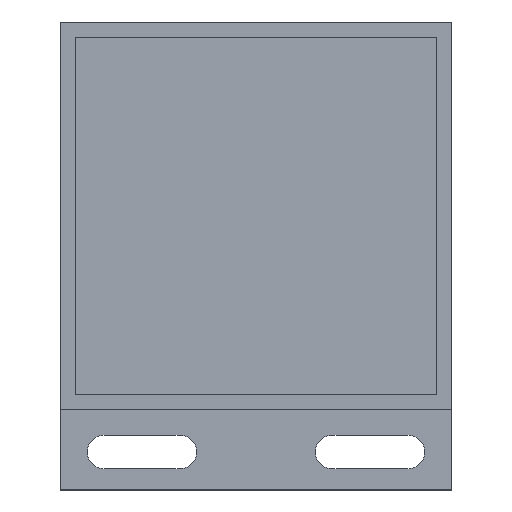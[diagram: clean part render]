
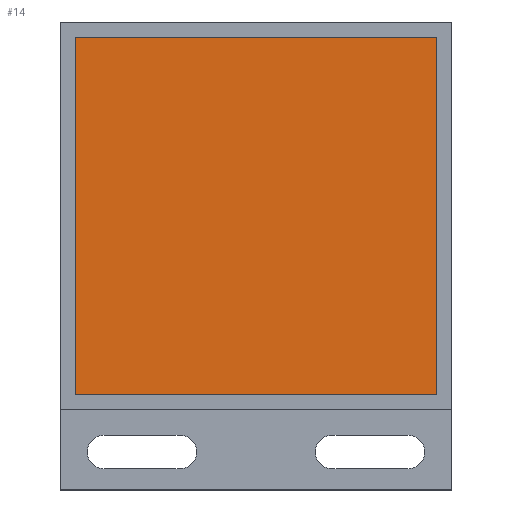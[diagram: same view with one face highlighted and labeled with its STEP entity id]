
A CAD part, top view. The second image highlights one B-rep face of the part: STEP entity #14.
In plain terms, the highlighted planar face has unit normal (0, 0, 1).
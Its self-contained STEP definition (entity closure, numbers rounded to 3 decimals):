
#14 = ADVANCED_FACE ( 'NONE', ( #308 ), #348, .T. ) ;
#88 = EDGE_CURVE ( 'NONE', #132, #137, #624, .T. ) ;
#89 = EDGE_CURVE ( 'NONE', #130, #132, #627, .T. ) ;
#90 = EDGE_CURVE ( 'NONE', #137, #138, #630, .T. ) ;
#91 = EDGE_CURVE ( 'NONE', #138, #130, #633, .T. ) ;
#130 = VERTEX_POINT ( 'NONE', #724 ) ;
#132 = VERTEX_POINT ( 'NONE', #726 ) ;
#137 = VERTEX_POINT ( 'NONE', #731 ) ;
#138 = VERTEX_POINT ( 'NONE', #732 ) ;
#183 = AXIS2_PLACEMENT_3D ( 'NONE', #347, #346, #345 ) ;
#248 = VECTOR ( 'NONE', #635, 1000. ) ;
#249 = VECTOR ( 'NONE', #632, 1000. ) ;
#250 = VECTOR ( 'NONE', #629, 1000. ) ;
#251 = VECTOR ( 'NONE', #626, 1000. ) ;
#308 = FACE_OUTER_BOUND ( 'NONE', #431, .T. ) ;
#345 = DIRECTION ( 'NONE',  ( 1., 0., 0. ) ) ;
#346 = DIRECTION ( 'NONE',  ( 0., 0., 1. ) ) ;
#347 = CARTESIAN_POINT ( 'NONE',  ( -23.8, -23.5, 6. ) ) ;
#348 = PLANE ( 'NONE',  #183 ) ;
#431 = EDGE_LOOP ( 'NONE', ( #471, #469, #470, #468 ) ) ;
#468 = ORIENTED_EDGE ( 'NONE', *, *, #91, .T. ) ;
#469 = ORIENTED_EDGE ( 'NONE', *, *, #88, .T. ) ;
#470 = ORIENTED_EDGE ( 'NONE', *, *, #90, .T. ) ;
#471 = ORIENTED_EDGE ( 'NONE', *, *, #89, .T. ) ;
#624 = LINE ( 'NONE', #625, #251 ) ;
#625 = CARTESIAN_POINT ( 'NONE',  ( 0., 23.5, 6. ) ) ;
#626 = DIRECTION ( 'NONE',  ( -1., 0., 0. ) ) ;
#627 = LINE ( 'NONE', #628, #250 ) ;
#628 = CARTESIAN_POINT ( 'NONE',  ( 23.8, 0., 6. ) ) ;
#629 = DIRECTION ( 'NONE',  ( 0., 1., 0. ) ) ;
#630 = LINE ( 'NONE', #631, #249 ) ;
#631 = CARTESIAN_POINT ( 'NONE',  ( -23.8, 0., 6. ) ) ;
#632 = DIRECTION ( 'NONE',  ( 0., -1., 0. ) ) ;
#633 = LINE ( 'NONE', #634, #248 ) ;
#634 = CARTESIAN_POINT ( 'NONE',  ( 0., -23.5, 6. ) ) ;
#635 = DIRECTION ( 'NONE',  ( 1., 0., 0. ) ) ;
#724 = CARTESIAN_POINT ( 'NONE',  ( 23.8, -23.5, 6. ) ) ;
#726 = CARTESIAN_POINT ( 'NONE',  ( 23.8, 23.5, 6. ) ) ;
#731 = CARTESIAN_POINT ( 'NONE',  ( -23.8, 23.5, 6. ) ) ;
#732 = CARTESIAN_POINT ( 'NONE',  ( -23.8, -23.5, 6. ) ) ;
